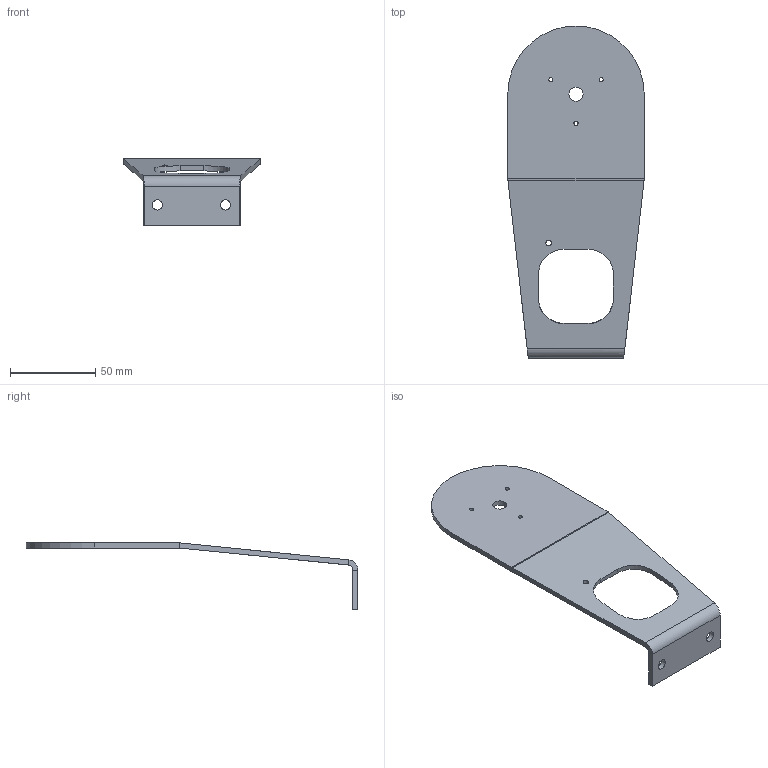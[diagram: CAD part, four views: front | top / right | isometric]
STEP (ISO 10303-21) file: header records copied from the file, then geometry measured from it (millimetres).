
FILE_DESCRIPTION(/* description */ (''),/* implementation_level */ '2;1');
FILE_NAME(/* name */ 'RR-PCSS-2021-W3M1.2.stp',/* time_stamp */ '2021-10-25T15:21:04+02:00',/* author */ ('marci'),/* organization */ (''),/* preprocessor_version */ 'ST-DEVELOPER v18.1',/* originating_system */ 'Autodesk Inventor 2021',/* authorisation */ '');
FILE_SCHEMA (('AUTOMOTIVE_DESIGN { 1 0 10303 214 3 1 1 }'));
Length unit declared in the file: millimetre
Products named in the file (1): RR-PCSS-2021-W3M1.1
Bounding box: 80 x 194.6 x 38.82 mm (x, y, z)
Volume: 39392.4 mm3; surface area: 28629.1 mm2
Topology: 1 solids, 1 shells, 37 faces, 99 edges, 70 vertices
Faces by surface type: plane 21, cylinder 15, bspline 1
Full cylindrical faces by diameter (mm): 2.459 x3, 6 x2, 8.3 x1
Entity records: 1229 total; most frequent: CARTESIAN_POINT 219, DIRECTION 202, ORIENTED_EDGE 186, EDGE_CURVE 93, AXIS2_PLACEMENT_3D 73, VERTEX_POINT 58, LINE 56, VECTOR 56
